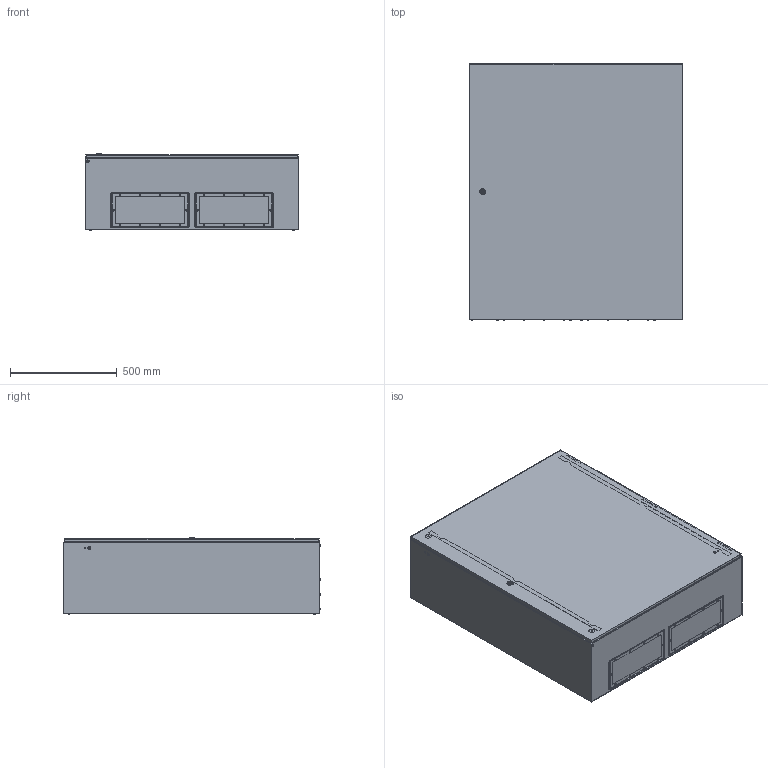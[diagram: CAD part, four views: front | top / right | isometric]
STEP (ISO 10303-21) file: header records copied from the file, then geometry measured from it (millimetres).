
FILE_DESCRIPTION (( 'STEP AP214' ), '1' );
FILE_NAME ('3331-1112-35-07.step', '2023-12-20T12:38:11', ( '' ), ( '' ), 'SwSTEP 2.0', 'SolidWorks 2019', '' );
FILE_SCHEMA (( 'AUTOMOTIVE_DESIGN' ));
Length unit declared in the file: millimetre
Products named in the file (5): Korpus_wg_1012-35; Kabeleinfuehrungsplatte_wg_3080-7035-12-27; Montageplattenbeipack_wg_1012; Tuer_wg_3331-1112-00-97; 3331-1112-35-07
Assembly tree (5 placements, depth 2):
  3331-1112-35-07
    Korpus_wg_1012-35
    Tuer_wg_3331-1112-00-97
    Kabeleinfuehrungsplatte_wg_3080-7035-12-27  x2
    Montageplattenbeipack_wg_1012
Bounding box: 1000 x 1203.1 x 357.5 mm (x, y, z)
Volume: 7166495.3 mm3; surface area: 8481054.2 mm2
Topology: 42 solids, 42 shells, 2378 faces, 6003 edges, 3845 vertices
Faces by surface type: plane 1299, cylinder 761, cone 234, torus 46, sphere 22, bspline 16
Entity records: 78380 total; most frequent: CARTESIAN_POINT 19828, DIRECTION 10295, ORIENTED_EDGE 10038, EDGE_CURVE 5019, AXIS2_PLACEMENT_3D 3764, VERTEX_POINT 3237, LINE 2767, VECTOR 2767
